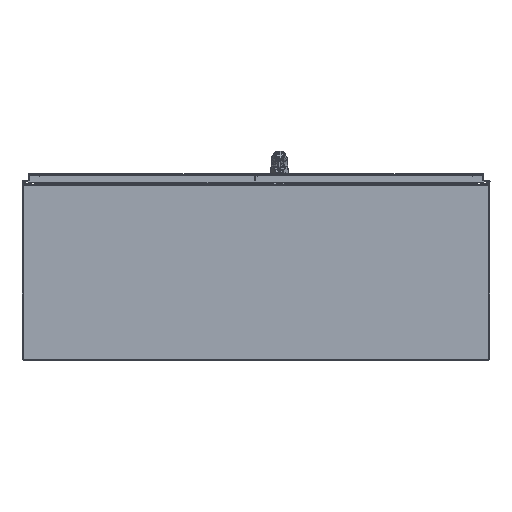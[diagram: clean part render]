
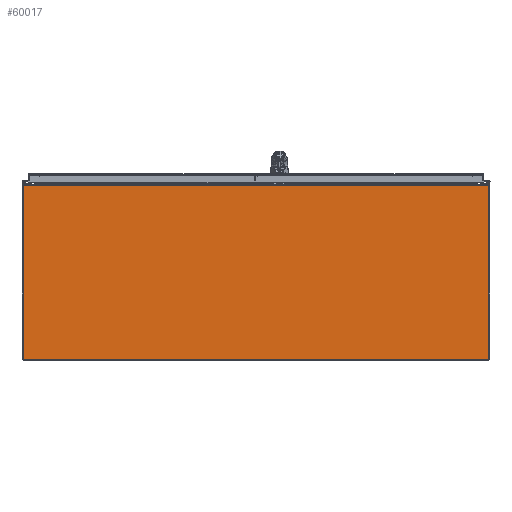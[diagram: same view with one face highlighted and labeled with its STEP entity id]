
A CAD part, front view. The second image highlights one B-rep face of the part: STEP entity #60017.
In plain terms, the highlighted face is planar.
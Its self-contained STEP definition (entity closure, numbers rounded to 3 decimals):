
#11074=PLANE($,#62973);
#12307=FACE_OUTER_BOUND($,#14919,.T.);
#14919=EDGE_LOOP($,(#49417,#49418,#49419,#49420));
#18068=LINE($,#86038,#22607);
#18074=LINE($,#86056,#22613);
#18077=LINE($,#86062,#22616);
#18078=LINE($,#86063,#22617);
#22607=VECTOR($,#70222,47.875);
#22613=VECTOR($,#70246,17.844);
#22616=VECTOR($,#70251,17.844);
#22617=VECTOR($,#70252,47.875);
#30147=VERTEX_POINT($,#86035);
#30148=VERTEX_POINT($,#86037);
#30151=VERTEX_POINT($,#86055);
#30153=VERTEX_POINT($,#86061);
#38911=EDGE_CURVE($,#30148,#30147,#18068,.T.);
#38920=EDGE_CURVE($,#30148,#30151,#18074,.T.);
#38923=EDGE_CURVE($,#30153,#30147,#18077,.T.);
#38924=EDGE_CURVE($,#30151,#30153,#18078,.T.);
#49417=ORIENTED_EDGE($,*,*,#38911,.T.);
#49418=ORIENTED_EDGE($,*,*,#38923,.F.);
#49419=ORIENTED_EDGE($,*,*,#38924,.F.);
#49420=ORIENTED_EDGE($,*,*,#38920,.F.);
#60017=ADVANCED_FACE($,(#12307),#11074,.T.);
#62973=AXIS2_PLACEMENT_3D($,#86060,#70249,#70250);
#70222=DIRECTION($,(-1.,0.,0.));
#70246=DIRECTION($,(0.,-1.,0.));
#70249=DIRECTION('center_axis',(0.,0.,1.));
#70250=DIRECTION('ref_axis',(1.,0.,0.));
#70251=DIRECTION($,(0.,1.,0.));
#70252=DIRECTION($,(-1.,0.,0.));
#86035=CARTESIAN_POINT('',(-23.938,8.844,0.125));
#86037=CARTESIAN_POINT('',(23.938,8.844,0.125));
#86038=CARTESIAN_POINT($,(11.969,8.844,0.125));
#86055=CARTESIAN_POINT('',(23.938,-9.,0.125));
#86056=CARTESIAN_POINT($,(23.938,9.,0.125));
#86060=CARTESIAN_POINT('Origin',(0.,0.,
0.125));
#86061=CARTESIAN_POINT('',(-23.938,-9.,0.125));
#86062=CARTESIAN_POINT($,(-23.938,-9.,0.125));
#86063=CARTESIAN_POINT($,(23.938,-9.,0.125));
